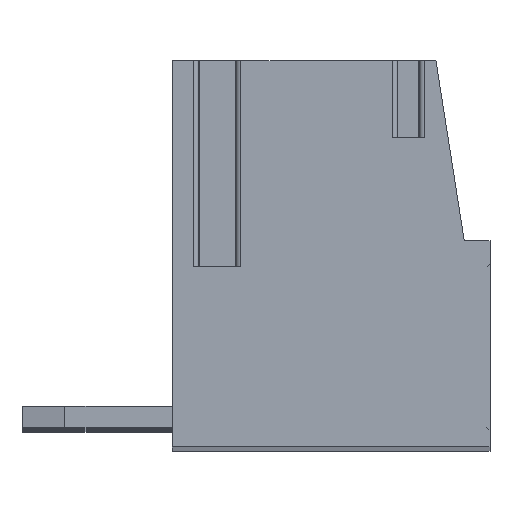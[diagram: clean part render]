
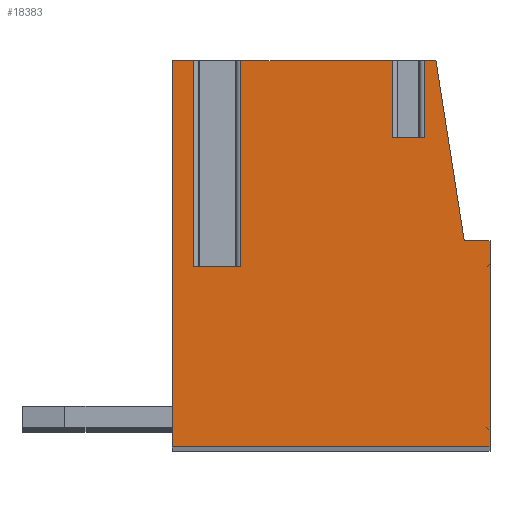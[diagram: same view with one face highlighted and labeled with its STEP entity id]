
A CAD part, top view. The second image highlights one B-rep face of the part: STEP entity #18383.
In plain terms, the highlighted planar face has unit normal (0, 0, 1).
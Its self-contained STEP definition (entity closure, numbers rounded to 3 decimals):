
#5951=DIRECTION('',(0.,1.,0.));
#5952=VECTOR('',#5951,1.8);
#5953=CARTESIAN_POINT('',(1.436,2.4,1.75));
#5954=LINE('',#5953,#5952);
#5955=DIRECTION('',(0.,1.,0.));
#5956=VECTOR('',#5955,1.8);
#5957=CARTESIAN_POINT('',(2.164,2.4,1.75));
#5958=LINE('',#5957,#5956);
#5959=DIRECTION('',(-1.,0.,0.));
#5960=VECTOR('',#5959,0.276);
#5961=CARTESIAN_POINT('',(2.44,4.2,1.75));
#5962=LINE('',#5961,#5960);
#5963=DIRECTION('',(-0.155,0.988,0.));
#5964=VECTOR('',#5963,4.252);
#5965=CARTESIAN_POINT('',(3.1,0.,1.75));
#5966=LINE('',#5965,#5964);
#5967=DIRECTION('',(-1.,0.,0.));
#5968=VECTOR('',#5967,0.6);
#5969=CARTESIAN_POINT('',(3.7,0.,1.75));
#5970=LINE('',#5969,#5968);
#5971=DIRECTION('',(0.,1.,0.));
#5972=VECTOR('',#5971,4.8);
#5973=CARTESIAN_POINT('',(3.7,-4.8,1.75));
#5974=LINE('',#5973,#5972);
#5975=DIRECTION('',(1.,0.,0.));
#5976=VECTOR('',#5975,7.4);
#5977=CARTESIAN_POINT('',(-3.7,-4.8,1.75));
#5978=LINE('',#5977,#5976);
#5979=DIRECTION('',(0.,-1.,0.));
#5980=VECTOR('',#5979,9.);
#5981=CARTESIAN_POINT('',(-3.7,4.2,1.75));
#5982=LINE('',#5981,#5980);
#5983=DIRECTION('',(-1.,0.,0.));
#5984=VECTOR('',#5983,0.504);
#5985=CARTESIAN_POINT('',(-3.196,4.2,1.75));
#5986=LINE('',#5985,#5984);
#5987=DIRECTION('',(0.,1.,0.));
#5988=VECTOR('',#5987,4.8);
#5989=CARTESIAN_POINT('',(-3.196,-0.6,1.75));
#5990=LINE('',#5989,#5988);
#5991=DIRECTION('',(-1.,0.,0.));
#5992=VECTOR('',#5991,1.093);
#5993=CARTESIAN_POINT('',(-2.104,-0.6,1.75));
#5994=LINE('',#5993,#5992);
#5995=DIRECTION('',(0.,1.,0.));
#5996=VECTOR('',#5995,4.8);
#5997=CARTESIAN_POINT('',(-2.104,-0.6,1.75));
#5998=LINE('',#5997,#5996);
#5999=DIRECTION('',(-1.,0.,0.));
#6000=VECTOR('',#5999,3.54);
#6001=CARTESIAN_POINT('',(1.436,4.2,1.75));
#6002=LINE('',#6001,#6000);
#6012=DIRECTION('',(1.,0.,0.));
#6013=VECTOR('',#6012,0.728);
#6014=CARTESIAN_POINT('',(1.436,2.4,1.75));
#6015=LINE('',#6014,#6013);
#7611=CARTESIAN_POINT('',(3.7,0.,1.75));
#7612=CARTESIAN_POINT('',(3.1,0.,1.75));
#7613=VERTEX_POINT('',#7611);
#7614=VERTEX_POINT('',#7612);
#7615=CARTESIAN_POINT('',(2.44,4.2,1.75));
#7616=VERTEX_POINT('',#7615);
#7617=CARTESIAN_POINT('',(-3.7,4.2,1.75));
#7618=CARTESIAN_POINT('',(-3.7,-4.8,1.75));
#7619=VERTEX_POINT('',#7617);
#7620=VERTEX_POINT('',#7618);
#7621=CARTESIAN_POINT('',(3.7,-4.8,1.75));
#7622=VERTEX_POINT('',#7621);
#7655=CARTESIAN_POINT('',(-2.104,-0.6,1.75));
#7656=CARTESIAN_POINT('',(-3.196,-0.6,1.75));
#7657=VERTEX_POINT('',#7655);
#7658=VERTEX_POINT('',#7656);
#7659=CARTESIAN_POINT('',(-3.196,4.2,1.75));
#7660=VERTEX_POINT('',#7659);
#7661=CARTESIAN_POINT('',(-2.104,4.2,1.75));
#7662=VERTEX_POINT('',#7661);
#7667=CARTESIAN_POINT('',(1.436,4.2,1.75));
#7668=VERTEX_POINT('',#7667);
#7670=CARTESIAN_POINT('',(2.164,4.2,1.75));
#7672=VERTEX_POINT('',#7670);
#7735=CARTESIAN_POINT('',(1.436,2.4,1.75));
#7736=VERTEX_POINT('',#7735);
#7738=CARTESIAN_POINT('',(2.164,2.4,1.75));
#7740=VERTEX_POINT('',#7738);
#18352=CARTESIAN_POINT('',(0.,0.,1.75));
#18353=DIRECTION('',(0.,0.,1.));
#18354=DIRECTION('',(1.,0.,0.));
#18355=AXIS2_PLACEMENT_3D('',#18352,#18353,#18354);
#18356=PLANE('',#18355);
#18358=ORIENTED_EDGE('',*,*,#18357,.F.);
#18360=ORIENTED_EDGE('',*,*,#18359,.T.);
#18362=ORIENTED_EDGE('',*,*,#18361,.T.);
#18363=ORIENTED_EDGE('',*,*,#9960,.F.);
#18365=ORIENTED_EDGE('',*,*,#18364,.F.);
#18367=ORIENTED_EDGE('',*,*,#18366,.F.);
#18369=ORIENTED_EDGE('',*,*,#18368,.F.);
#18371=ORIENTED_EDGE('',*,*,#18370,.F.);
#18372=ORIENTED_EDGE('',*,*,#15548,.F.);
#18373=ORIENTED_EDGE('',*,*,#9984,.F.);
#18375=ORIENTED_EDGE('',*,*,#18374,.F.);
#18377=ORIENTED_EDGE('',*,*,#18376,.F.);
#18379=ORIENTED_EDGE('',*,*,#18378,.T.);
#18380=ORIENTED_EDGE('',*,*,#9972,.F.);
#18381=EDGE_LOOP('',(#18358,#18360,#18362,#18363,#18365,#18367,#18369,#18371,
#18372,#18373,#18375,#18377,#18379,#18380));
#18382=FACE_OUTER_BOUND('',#18381,.F.);
#9960=EDGE_CURVE('',#7616,#7672,#5962,.T.);
#9972=EDGE_CURVE('',#7668,#7662,#6002,.T.);
#9984=EDGE_CURVE('',#7660,#7619,#5986,.T.);
#15548=EDGE_CURVE('',#7619,#7620,#5982,.T.);
#18357=EDGE_CURVE('',#7736,#7668,#5954,.T.);
#18359=EDGE_CURVE('',#7736,#7740,#6015,.T.);
#18361=EDGE_CURVE('',#7740,#7672,#5958,.T.);
#18364=EDGE_CURVE('',#7614,#7616,#5966,.T.);
#18366=EDGE_CURVE('',#7613,#7614,#5970,.T.);
#18368=EDGE_CURVE('',#7622,#7613,#5974,.T.);
#18370=EDGE_CURVE('',#7620,#7622,#5978,.T.);
#18374=EDGE_CURVE('',#7658,#7660,#5990,.T.);
#18376=EDGE_CURVE('',#7657,#7658,#5994,.T.);
#18378=EDGE_CURVE('',#7657,#7662,#5998,.T.);
#18383=ADVANCED_FACE('',(#18382),#18356,.T.);
